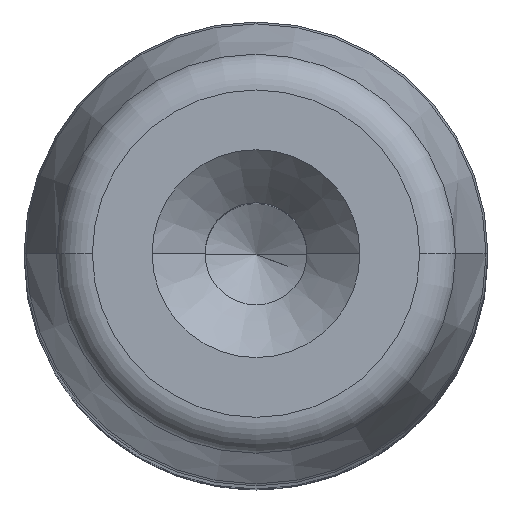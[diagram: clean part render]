
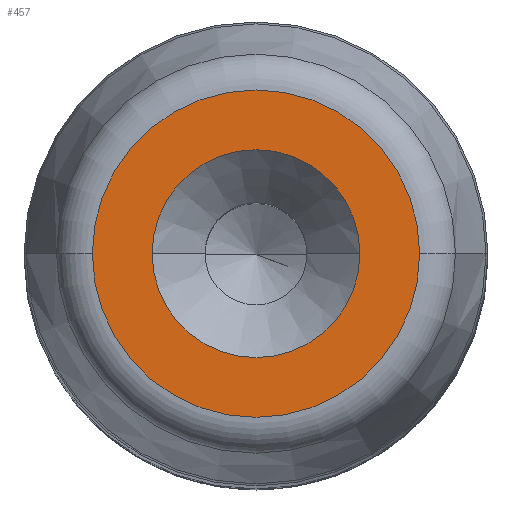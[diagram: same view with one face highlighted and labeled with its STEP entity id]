
A CAD part, top view. The second image highlights one B-rep face of the part: STEP entity #457.
In plain terms, the highlighted planar face has unit normal (0, 0, 1).
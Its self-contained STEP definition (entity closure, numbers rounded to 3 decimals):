
#160 = CIRCLE ( 'NONE', #1593, 5.6 ) ;
#268 = DIRECTION ( 'NONE',  ( 0., 0., 1. ) ) ;
#289 = DIRECTION ( 'NONE',  ( 1., 0., 0. ) ) ;
#297 = PLANE ( 'NONE',  #2459 ) ;
#343 = ORIENTED_EDGE ( 'NONE', *, *, #1096, .F. ) ;
#457 = ADVANCED_FACE ( 'NONE', ( #1087, #901 ), #297, .T. ) ;
#532 = DIRECTION ( 'NONE',  ( 0., 0., 1. ) ) ;
#544 = CARTESIAN_POINT ( 'NONE',  ( 0., 0., 140. ) ) ;
#564 = DIRECTION ( 'NONE',  ( 0., 0., 1. ) ) ;
#587 = AXIS2_PLACEMENT_3D ( 'NONE', #1906, #532, #1885 ) ;
#732 = CARTESIAN_POINT ( 'NONE',  ( 8.822, 0., 140. ) ) ;
#767 = DIRECTION ( 'NONE',  ( 1., 0., 0. ) ) ;
#855 = CIRCLE ( 'NONE', #587, 8.822 ) ;
#893 = AXIS2_PLACEMENT_3D ( 'NONE', #2848, #268, #289 ) ;
#901 = FACE_BOUND ( 'NONE', #2870, .T. ) ;
#969 = CARTESIAN_POINT ( 'NONE',  ( -8.822, 0., 140. ) ) ;
#973 = VERTEX_POINT ( 'NONE', #1445 ) ;
#1012 = VERTEX_POINT ( 'NONE', #732 ) ;
#1051 = ORIENTED_EDGE ( 'NONE', *, *, #1673, .T. ) ;
#1073 = EDGE_CURVE ( 'NONE', #2180, #1012, #855, .T. ) ;
#1087 = FACE_OUTER_BOUND ( 'NONE', #1689, .T. ) ;
#1096 = EDGE_CURVE ( 'NONE', #2380, #973, #1781, .T. ) ;
#1124 = CIRCLE ( 'NONE', #2344, 8.822 ) ;
#1232 = DIRECTION ( 'NONE',  ( 0., 0., 1. ) ) ;
#1242 = CARTESIAN_POINT ( 'NONE',  ( 0., 0., 140. ) ) ;
#1258 = DIRECTION ( 'NONE',  ( 0., 0., 1. ) ) ;
#1265 = EDGE_CURVE ( 'NONE', #973, #2380, #160, .T. ) ;
#1429 = ORIENTED_EDGE ( 'NONE', *, *, #1265, .F. ) ;
#1445 = CARTESIAN_POINT ( 'NONE',  ( 5.6, 0., 140. ) ) ;
#1593 = AXIS2_PLACEMENT_3D ( 'NONE', #1961, #1258, #2878 ) ;
#1673 = EDGE_CURVE ( 'NONE', #1012, #2180, #1124, .T. ) ;
#1689 = EDGE_LOOP ( 'NONE', ( #1051, #2036 ) ) ;
#1781 = CIRCLE ( 'NONE', #893, 5.6 ) ;
#1885 = DIRECTION ( 'NONE',  ( 1., 0., 0. ) ) ;
#1906 = CARTESIAN_POINT ( 'NONE',  ( 0., 0., 140. ) ) ;
#1961 = CARTESIAN_POINT ( 'NONE',  ( 0., 0., 140. ) ) ;
#2036 = ORIENTED_EDGE ( 'NONE', *, *, #1073, .T. ) ;
#2180 = VERTEX_POINT ( 'NONE', #969 ) ;
#2183 = DIRECTION ( 'NONE',  ( 1., 0., 0. ) ) ;
#2344 = AXIS2_PLACEMENT_3D ( 'NONE', #544, #564, #2183 ) ;
#2380 = VERTEX_POINT ( 'NONE', #2824 ) ;
#2459 = AXIS2_PLACEMENT_3D ( 'NONE', #1242, #1232, #767 ) ;
#2824 = CARTESIAN_POINT ( 'NONE',  ( -5.6, 0., 140. ) ) ;
#2848 = CARTESIAN_POINT ( 'NONE',  ( 0., 0., 140. ) ) ;
#2870 = EDGE_LOOP ( 'NONE', ( #1429, #343 ) ) ;
#2878 = DIRECTION ( 'NONE',  ( 1., 0., 0. ) ) ;
